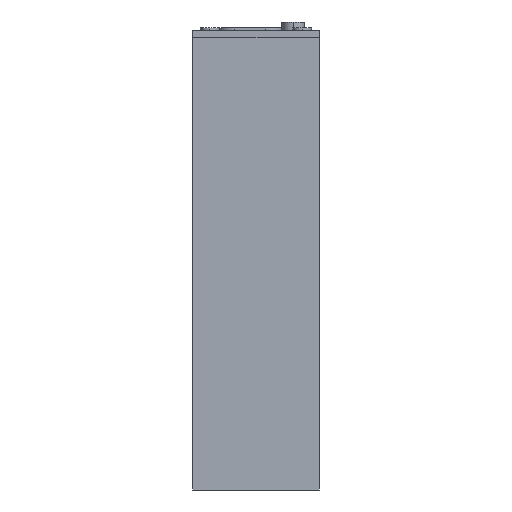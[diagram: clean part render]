
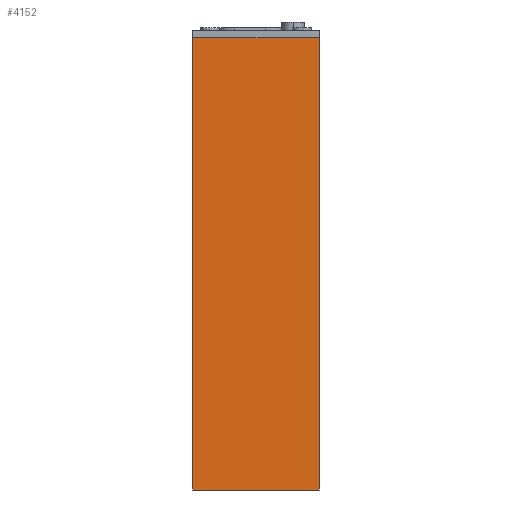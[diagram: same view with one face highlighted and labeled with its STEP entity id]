
A CAD part, left-side view. The second image highlights one B-rep face of the part: STEP entity #4152.
In plain terms, the highlighted planar face has unit normal (-1, 0, 0).
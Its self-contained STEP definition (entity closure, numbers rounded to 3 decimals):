
#439 = DIRECTION ( 'NONE',  ( 0., -1., 0. ) ) ;
#441 = CARTESIAN_POINT ( 'NONE',  ( 0., 43.6, 0. ) ) ;
#574 = VERTEX_POINT ( 'NONE', #441 ) ;
#903 = VECTOR ( 'NONE', #439, 1000. ) ;
#996 = EDGE_CURVE ( 'NONE', #10251, #1443, #9323, .T. ) ;
#1443 = VERTEX_POINT ( 'NONE', #6742 ) ;
#1568 = CARTESIAN_POINT ( 'NONE',  ( 0., 0., 158.2 ) ) ;
#1625 = DIRECTION ( 'NONE',  ( 0., 0., -1. ) ) ;
#1626 = LINE ( 'NONE', #1568, #3733 ) ;
#2127 = DIRECTION ( 'NONE',  ( 0., 0., -1. ) ) ;
#2569 = FACE_OUTER_BOUND ( 'NONE', #9721, .T. ) ;
#3029 = VERTEX_POINT ( 'NONE', #7682 ) ;
#3261 = DIRECTION ( 'NONE',  ( 0., 1., 0. ) ) ;
#3312 = DIRECTION ( 'NONE',  ( 0., 0., -1. ) ) ;
#3733 = VECTOR ( 'NONE', #3312, 1000. ) ;
#4056 = CARTESIAN_POINT ( 'NONE',  ( 0., 43.6, 155.7 ) ) ;
#4152 = ADVANCED_FACE ( 'NONE', ( #2569 ), #5895, .F. ) ;
#5427 = EDGE_CURVE ( 'NONE', #10251, #3029, #1626, .T. ) ;
#5840 = EDGE_CURVE ( 'NONE', #1443, #574, #6402, .T. ) ;
#5895 = PLANE ( 'NONE',  #9835 ) ;
#5949 = DIRECTION ( 'NONE',  ( 1., 0., 0. ) ) ;
#6304 = ORIENTED_EDGE ( 'NONE', *, *, #5427, .F. ) ;
#6376 = VECTOR ( 'NONE', #3261, 1000. ) ;
#6402 = LINE ( 'NONE', #9823, #6986 ) ;
#6742 = CARTESIAN_POINT ( 'NONE',  ( 0., 43.6, 155.7 ) ) ;
#6978 = EDGE_CURVE ( 'NONE', #574, #3029, #10726, .T. ) ;
#6986 = VECTOR ( 'NONE', #2127, 1000. ) ;
#7543 = CARTESIAN_POINT ( 'NONE',  ( 0., 0., 158.2 ) ) ;
#7682 = CARTESIAN_POINT ( 'NONE',  ( 0., 0., 0. ) ) ;
#7894 = ORIENTED_EDGE ( 'NONE', *, *, #5840, .T. ) ;
#8372 = CARTESIAN_POINT ( 'NONE',  ( 0., 0., 0. ) ) ;
#8569 = ORIENTED_EDGE ( 'NONE', *, *, #996, .T. ) ;
#9323 = LINE ( 'NONE', #4056, #6376 ) ;
#9556 = ORIENTED_EDGE ( 'NONE', *, *, #6978, .T. ) ;
#9721 = EDGE_LOOP ( 'NONE', ( #6304, #8569, #7894, #9556 ) ) ;
#9823 = CARTESIAN_POINT ( 'NONE',  ( 0., 43.6, 158.2 ) ) ;
#9835 = AXIS2_PLACEMENT_3D ( 'NONE', #7543, #5949, #1625 ) ;
#10251 = VERTEX_POINT ( 'NONE', #10490 ) ;
#10490 = CARTESIAN_POINT ( 'NONE',  ( 0., 0., 155.7 ) ) ;
#10726 = LINE ( 'NONE', #8372, #903 ) ;
